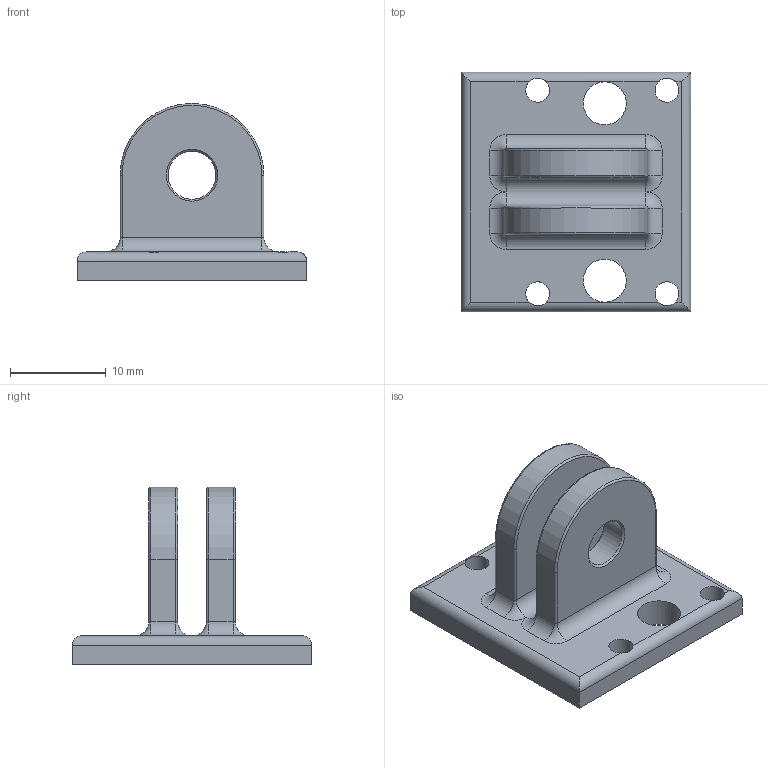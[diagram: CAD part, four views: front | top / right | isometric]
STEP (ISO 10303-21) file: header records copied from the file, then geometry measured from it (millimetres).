
FILE_DESCRIPTION(/* description */ (''),/* implementation_level */ '2;1');
FILE_NAME(/* name */ 'camera_mount.stp',/* time_stamp */ '2019-12-09T23:50:05+01:00',/* author */ ('Vadim'),/* organization */ (''),/* preprocessor_version */ 'ST-DEVELOPER v18',/* originating_system */ 'Autodesk Inventor 2020',/* authorisation */ '');
FILE_SCHEMA (('AUTOMOTIVE_DESIGN { 1 0 10303 214 3 1 1 }'));
Length unit declared in the file: millimetre
Products named in the file (1): camera_bracket_male
Bounding box: 24 x 25 x 18.5 mm (x, y, z)
Volume: 2791.2 mm3; surface area: 2459.1 mm2
Topology: 1 solids, 1 shells, 59 faces, 150 edges, 88 vertices
Faces by surface type: cylinder 29, plane 14, torus 12, cone 4
Full cylindrical faces by diameter (mm): 2.5 x4, 4.5 x2, 5 x2
Entity records: 1896 total; most frequent: DIRECTION 344, CARTESIAN_POINT 334, ORIENTED_EDGE 300, EDGE_CURVE 150, AXIS2_PLACEMENT_3D 138, VERTEX_POINT 88, CIRCLE 74, EDGE_LOOP 70
